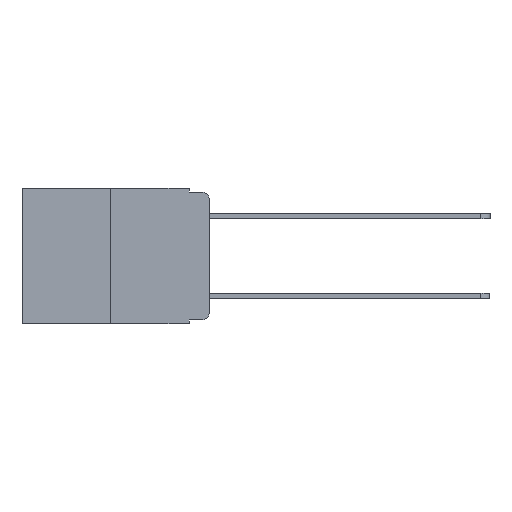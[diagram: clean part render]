
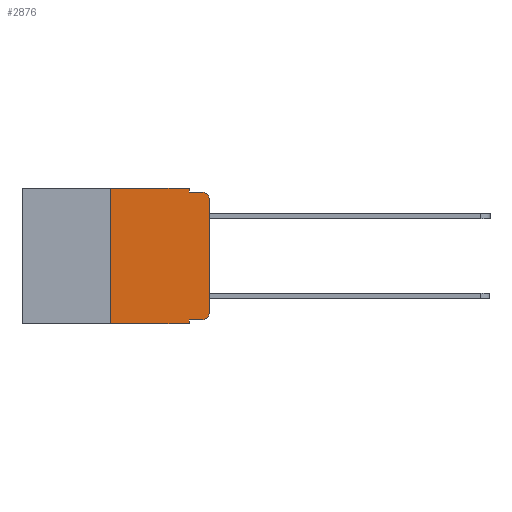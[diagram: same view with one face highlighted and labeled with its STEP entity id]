
A CAD part, left-side view. The second image highlights one B-rep face of the part: STEP entity #2876.
In plain terms, the highlighted planar face has unit normal (-1, 0, 0).
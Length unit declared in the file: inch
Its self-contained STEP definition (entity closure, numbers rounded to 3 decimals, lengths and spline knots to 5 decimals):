
#445 = VERTEX_POINT ( 'NONE', #10202 ) ;
#596 = EDGE_CURVE ( 'NONE', #3455, #10075, #10943, .T. ) ;
#1081 = CARTESIAN_POINT ( 'NONE',  ( 0., 0.02, -0.03 ) ) ;
#1177 = VECTOR ( 'NONE', #11188, 39.37008 ) ;
#1221 = ORIENTED_EDGE ( 'NONE', *, *, #3616, .T. ) ;
#1361 = LINE ( 'NONE', #11127, #3670 ) ;
#1563 = EDGE_CURVE ( 'NONE', #445, #6696, #1361, .T. ) ;
#1695 = CARTESIAN_POINT ( 'NONE',  ( 0., 0.051, 0. ) ) ;
#1769 = VECTOR ( 'NONE', #4011, 39.37008 ) ;
#1773 = CARTESIAN_POINT ( 'NONE',  ( 0., 0.02, -0.333 ) ) ;
#1947 = CARTESIAN_POINT ( 'NONE',  ( 0., 0.473, 0. ) ) ;
#1993 = AXIS2_PLACEMENT_3D ( 'NONE', #8082, #2397, #9015 ) ;
#2092 = VERTEX_POINT ( 'NONE', #8305 ) ;
#2337 = LINE ( 'NONE', #9490, #12004 ) ;
#2360 = EDGE_CURVE ( 'NONE', #2092, #9017, #9767, .T. ) ;
#2368 = CARTESIAN_POINT ( 'NONE',  ( 0., 0.473, -0.343 ) ) ;
#2397 = DIRECTION ( 'NONE',  ( -1., 0., 0. ) ) ;
#2528 = CARTESIAN_POINT ( 'NONE',  ( 0., 0.051, -0.343 ) ) ;
#2730 = CARTESIAN_POINT ( 'NONE',  ( 0., 0.051, 0. ) ) ;
#2784 = CARTESIAN_POINT ( 'NONE',  ( 0., 0., -0.03 ) ) ;
#2804 = CARTESIAN_POINT ( 'NONE',  ( 0., 0.051, 0. ) ) ;
#2869 = VECTOR ( 'NONE', #3068, 39.37008 ) ;
#2876 = ADVANCED_FACE ( 'NONE', ( #6716 ), #7641, .F. ) ;
#2926 = DIRECTION ( 'NONE',  ( 1., 0., 0. ) ) ;
#3068 = DIRECTION ( 'NONE',  ( 0., -1., 0. ) ) ;
#3322 = AXIS2_PLACEMENT_3D ( 'NONE', #1081, #5487, #8271 ) ;
#3455 = VERTEX_POINT ( 'NONE', #2784 ) ;
#3616 = EDGE_CURVE ( 'NONE', #7387, #3455, #4052, .T. ) ;
#3670 = VECTOR ( 'NONE', #4632, 39.37008 ) ;
#4011 = DIRECTION ( 'NONE',  ( 0., 0., 1. ) ) ;
#4052 = LINE ( 'NONE', #10512, #1769 ) ;
#4632 = DIRECTION ( 'NONE',  ( 0., -1., 0. ) ) ;
#4884 = LINE ( 'NONE', #7903, #6501 ) ;
#5295 = DIRECTION ( 'NONE',  ( 0., -1., 0. ) ) ;
#5332 = ORIENTED_EDGE ( 'NONE', *, *, #11581, .T. ) ;
#5487 = DIRECTION ( 'NONE',  ( -1., 0., 0. ) ) ;
#5867 = EDGE_CURVE ( 'NONE', #7197, #2092, #4884, .T. ) ;
#5895 = CIRCLE ( 'NONE', #1993, 0.02 ) ;
#6185 = ORIENTED_EDGE ( 'NONE', *, *, #9583, .F. ) ;
#6239 = VECTOR ( 'NONE', #5295, 39.37008 ) ;
#6467 = DIRECTION ( 'NONE',  ( 0., 0., -1. ) ) ;
#6501 = VECTOR ( 'NONE', #11566, 39.37008 ) ;
#6579 = LINE ( 'NONE', #2804, #1177 ) ;
#6668 = VECTOR ( 'NONE', #6467, 39.37008 ) ;
#6696 = VERTEX_POINT ( 'NONE', #1773 ) ;
#6716 = FACE_OUTER_BOUND ( 'NONE', #8616, .T. ) ;
#6857 = CARTESIAN_POINT ( 'NONE',  ( 0., 0.02, -0.01 ) ) ;
#6968 = LINE ( 'NONE', #1695, #6668 ) ;
#7197 = VERTEX_POINT ( 'NONE', #11112 ) ;
#7387 = VERTEX_POINT ( 'NONE', #11561 ) ;
#7641 = PLANE ( 'NONE',  #9250 ) ;
#7782 = EDGE_CURVE ( 'NONE', #445, #8247, #6579, .T. ) ;
#7903 = CARTESIAN_POINT ( 'NONE',  ( 0., 0.25, 0. ) ) ;
#8072 = ORIENTED_EDGE ( 'NONE', *, *, #9737, .F. ) ;
#8082 = CARTESIAN_POINT ( 'NONE',  ( 0., 0.02, -0.313 ) ) ;
#8247 = VERTEX_POINT ( 'NONE', #2528 ) ;
#8271 = DIRECTION ( 'NONE',  ( 0., 0., -1. ) ) ;
#8305 = CARTESIAN_POINT ( 'NONE',  ( 0., 0.25, 0. ) ) ;
#8351 = VERTEX_POINT ( 'NONE', #8402 ) ;
#8402 = CARTESIAN_POINT ( 'NONE',  ( 0., 0.051, -0.01 ) ) ;
#8616 = EDGE_LOOP ( 'NONE', ( #1221, #11812, #8072, #6185, #9514, #10359, #10954, #9229, #9380, #5332 ) ) ;
#8721 = LINE ( 'NONE', #2368, #6239 ) ;
#9015 = DIRECTION ( 'NONE',  ( 0., 0., -1. ) ) ;
#9017 = VERTEX_POINT ( 'NONE', #2730 ) ;
#9229 = ORIENTED_EDGE ( 'NONE', *, *, #7782, .F. ) ;
#9250 = AXIS2_PLACEMENT_3D ( 'NONE', #1947, #2926, #9486 ) ;
#9380 = ORIENTED_EDGE ( 'NONE', *, *, #1563, .T. ) ;
#9392 = EDGE_CURVE ( 'NONE', #7197, #8247, #8721, .T. ) ;
#9486 = DIRECTION ( 'NONE',  ( 0., 0., -1. ) ) ;
#9490 = CARTESIAN_POINT ( 'NONE',  ( 0., 0.051, -0.01 ) ) ;
#9514 = ORIENTED_EDGE ( 'NONE', *, *, #2360, .F. ) ;
#9583 = EDGE_CURVE ( 'NONE', #9017, #8351, #6968, .T. ) ;
#9625 = CARTESIAN_POINT ( 'NONE',  ( 0., 0.473, 0. ) ) ;
#9737 = EDGE_CURVE ( 'NONE', #8351, #10075, #2337, .T. ) ;
#9767 = LINE ( 'NONE', #9625, #2869 ) ;
#10075 = VERTEX_POINT ( 'NONE', #6857 ) ;
#10202 = CARTESIAN_POINT ( 'NONE',  ( 0., 0.051, -0.333 ) ) ;
#10359 = ORIENTED_EDGE ( 'NONE', *, *, #5867, .F. ) ;
#10402 = DIRECTION ( 'NONE',  ( 0., -1., 0. ) ) ;
#10512 = CARTESIAN_POINT ( 'NONE',  ( 0., 0., 0. ) ) ;
#10943 = CIRCLE ( 'NONE', #3322, 0.02 ) ;
#10954 = ORIENTED_EDGE ( 'NONE', *, *, #9392, .T. ) ;
#11112 = CARTESIAN_POINT ( 'NONE',  ( 0., 0.25, -0.343 ) ) ;
#11127 = CARTESIAN_POINT ( 'NONE',  ( 0., 0.051, -0.333 ) ) ;
#11188 = DIRECTION ( 'NONE',  ( 0., 0., -1. ) ) ;
#11561 = CARTESIAN_POINT ( 'NONE',  ( 0., 0., -0.313 ) ) ;
#11566 = DIRECTION ( 'NONE',  ( 0., 0., 1. ) ) ;
#11581 = EDGE_CURVE ( 'NONE', #6696, #7387, #5895, .T. ) ;
#11812 = ORIENTED_EDGE ( 'NONE', *, *, #596, .T. ) ;
#12004 = VECTOR ( 'NONE', #10402, 39.37008 ) ;
